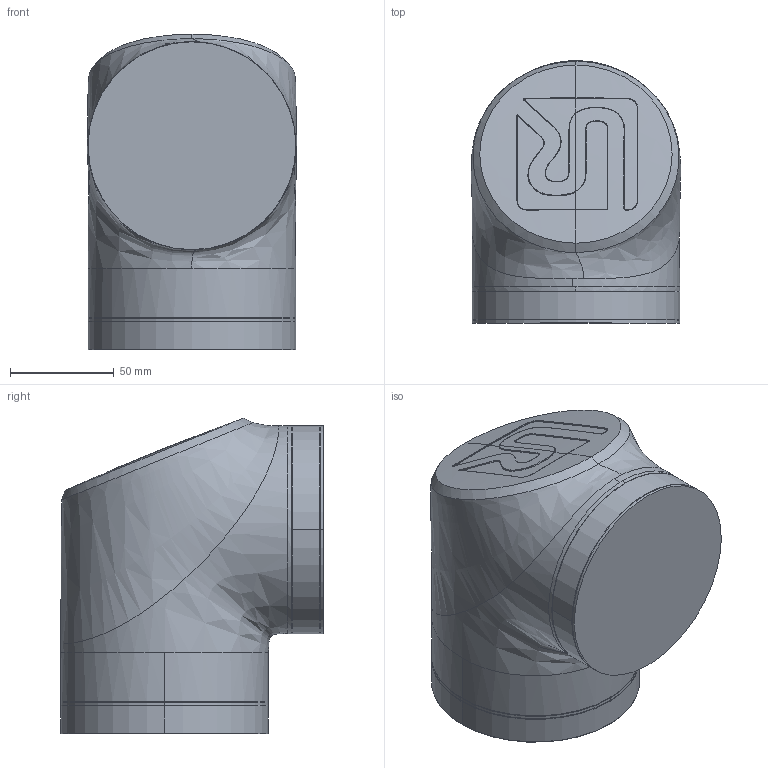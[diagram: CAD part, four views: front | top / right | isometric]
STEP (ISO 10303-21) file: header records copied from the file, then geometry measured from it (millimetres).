
FILE_DESCRIPTION (( 'STEP AP203' ), '1' );
FILE_NAME ('C-2003908_Default_sldprt.STEP', '2024-11-22T00:36:08', ( '' ), ( '' ), 'SwSTEP 2.0', 'SolidWorks 2019', '' );
FILE_SCHEMA (( 'CONFIG_CONTROL_DESIGN' ));
Length unit declared in the file: millimetre
Products named in the file (1): C-2003908_Default_sldprt
Bounding box: 100.63 x 126.4 x 151.89 mm (x, y, z)
Volume: 1339843.9 mm3; surface area: 69780.8 mm2
Topology: 1 solids, 1 shells, 176 faces, 417 edges, 246 vertices
Faces by surface type: bspline 140, cylinder 18, torus 8, plane 8, cone 2
Entity records: 12406 total; most frequent: CARTESIAN_POINT 9220, ORIENTED_EDGE 830, EDGE_CURVE 415, DIRECTION 369, VERTEX_POINT 246, B_SPLINE_CURVE_WITH_KNOTS 227, EDGE_LOOP 181, FACE_OUTER_BOUND 176
